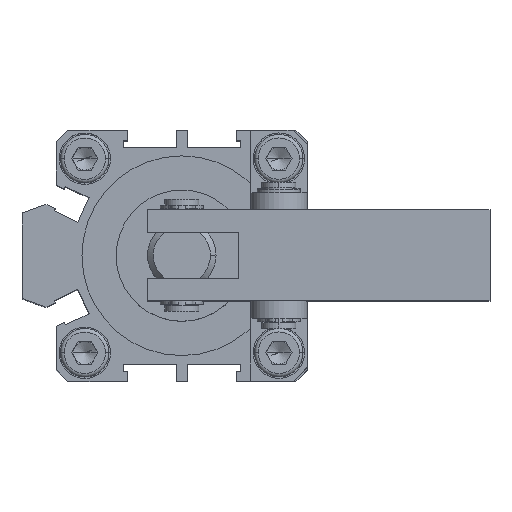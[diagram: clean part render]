
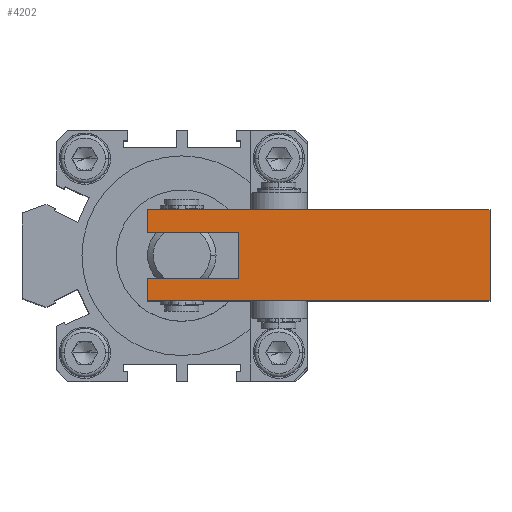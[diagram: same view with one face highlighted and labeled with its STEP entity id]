
A CAD part, top view. The second image highlights one B-rep face of the part: STEP entity #4202.
In plain terms, the highlighted face is planar.
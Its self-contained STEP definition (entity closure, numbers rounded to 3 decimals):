
#898 = LINE ( 'NONE', #7834, #904 ) ;
#904 = VECTOR ( 'NONE', #7839, 1000. ) ;
#906 = LINE ( 'NONE', #7841, #911 ) ;
#908 = LINE ( 'NONE', #7846, #913 ) ;
#910 = LINE ( 'NONE', #7848, #917 ) ;
#911 = VECTOR ( 'NONE', #7849, 1000. ) ;
#912 = LINE ( 'NONE', #7852, #915 ) ;
#913 = VECTOR ( 'NONE', #7851, 1000. ) ;
#915 = VECTOR ( 'NONE', #7854, 1000. ) ;
#917 = VECTOR ( 'NONE', #7855, 1000. ) ;
#918 = LINE ( 'NONE', #7858, #921 ) ;
#921 = VECTOR ( 'NONE', #7859, 1000. ) ;
#922 = LINE ( 'NONE', #7862, #925 ) ;
#925 = VECTOR ( 'NONE', #7863, 1000. ) ;
#941 = LINE ( 'NONE', #7887, #945 ) ;
#945 = VECTOR ( 'NONE', #7885, 1000. ) ;
#1348 = ORIENTED_EDGE ( 'NONE', *, *, #7596, .T. ) ;
#1351 = ORIENTED_EDGE ( 'NONE', *, *, #7601, .T. ) ;
#1359 = ORIENTED_EDGE ( 'NONE', *, *, #7653, .T. ) ;
#1369 = ORIENTED_EDGE ( 'NONE', *, *, #7599, .F. ) ;
#1570 = VERTEX_POINT ( 'NONE', #7280 ) ;
#1571 = VERTEX_POINT ( 'NONE', #7281 ) ;
#1572 = VERTEX_POINT ( 'NONE', #7279 ) ;
#2730 = VERTEX_POINT ( 'NONE', #11123 ) ;
#2731 = VERTEX_POINT ( 'NONE', #11098 ) ;
#2734 = VERTEX_POINT ( 'NONE', #11226 ) ;
#2739 = VERTEX_POINT ( 'NONE', #11224 ) ;
#2751 = VERTEX_POINT ( 'NONE', #11197 ) ;
#2778 = ORIENTED_EDGE ( 'NONE', *, *, #7609, .T. ) ;
#2793 = ORIENTED_EDGE ( 'NONE', *, *, #7584, .F. ) ;
#2802 = ORIENTED_EDGE ( 'NONE', *, *, #7606, .T. ) ;
#2808 = ORIENTED_EDGE ( 'NONE', *, *, #7598, .T. ) ;
#3110 = EDGE_LOOP ( 'NONE', ( #1348, #1351, #1359, #2778, #1369, #2793, #2802, #2808 ) ) ;
#3572 = FACE_OUTER_BOUND ( 'NONE', #3110, .T. ) ;
#4202 = ADVANCED_FACE ( 'NONE', ( #3572 ), #10920, .F. ) ;
#7279 = CARTESIAN_POINT ( 'NONE',  ( 10., -8., -4. ) ) ;
#7280 = CARTESIAN_POINT ( 'NONE',  ( -6., -8., -8. ) ) ;
#7281 = CARTESIAN_POINT ( 'NONE',  ( -6., -8., 8. ) ) ;
#7584 = EDGE_CURVE ( 'NONE', #1571, #2731, #898, .T. ) ;
#7596 = EDGE_CURVE ( 'NONE', #2730, #1572, #906, .T. ) ;
#7598 = EDGE_CURVE ( 'NONE', #2739, #2730, #908, .T. ) ;
#7599 = EDGE_CURVE ( 'NONE', #2731, #2734, #912, .T. ) ;
#7601 = EDGE_CURVE ( 'NONE', #1572, #2751, #910, .T. ) ;
#7606 = EDGE_CURVE ( 'NONE', #1571, #2739, #918, .T. ) ;
#7609 = EDGE_CURVE ( 'NONE', #1570, #2734, #922, .T. ) ;
#7653 = EDGE_CURVE ( 'NONE', #2751, #1570, #941, .T. ) ;
#7834 = CARTESIAN_POINT ( 'NONE',  ( -6., -8., 8. ) ) ;
#7839 = DIRECTION ( 'NONE',  ( 1., 0., 0. ) ) ;
#7841 = CARTESIAN_POINT ( 'NONE',  ( 10., -8., -4. ) ) ;
#7846 = CARTESIAN_POINT ( 'NONE',  ( -6., -8., 4. ) ) ;
#7848 = CARTESIAN_POINT ( 'NONE',  ( -6., -8., -4. ) ) ;
#7849 = DIRECTION ( 'NONE',  ( 0., 0., -1. ) ) ;
#7851 = DIRECTION ( 'NONE',  ( 1., 0., 0. ) ) ;
#7852 = CARTESIAN_POINT ( 'NONE',  ( 54., -8., 8. ) ) ;
#7854 = DIRECTION ( 'NONE',  ( 0., 0., -1. ) ) ;
#7855 = DIRECTION ( 'NONE',  ( -1., 0., 0. ) ) ;
#7858 = CARTESIAN_POINT ( 'NONE',  ( -6., -8., 8. ) ) ;
#7859 = DIRECTION ( 'NONE',  ( 0., 0., -1. ) ) ;
#7862 = CARTESIAN_POINT ( 'NONE',  ( -6., -8., -8. ) ) ;
#7863 = DIRECTION ( 'NONE',  ( 1., 0., 0. ) ) ;
#7885 = DIRECTION ( 'NONE',  ( 0., 0., -1. ) ) ;
#7887 = CARTESIAN_POINT ( 'NONE',  ( -6., -8., 8. ) ) ;
#10904 = DIRECTION ( 'NONE',  ( 0., 1., 0. ) ) ;
#10920 = PLANE ( 'NONE',  #11239 ) ;
#10924 = CARTESIAN_POINT ( 'NONE',  ( -6., -8., 8. ) ) ;
#10932 = DIRECTION ( 'NONE',  ( 0., 0., 1. ) ) ;
#11098 = CARTESIAN_POINT ( 'NONE',  ( 54., -8., 8. ) ) ;
#11123 = CARTESIAN_POINT ( 'NONE',  ( 10., -8., 4. ) ) ;
#11197 = CARTESIAN_POINT ( 'NONE',  ( -6., -8., -4. ) ) ;
#11224 = CARTESIAN_POINT ( 'NONE',  ( -6., -8., 4. ) ) ;
#11226 = CARTESIAN_POINT ( 'NONE',  ( 54., -8., -8. ) ) ;
#11239 = AXIS2_PLACEMENT_3D ( 'NONE', #10924, #10904, #10932 ) ;
